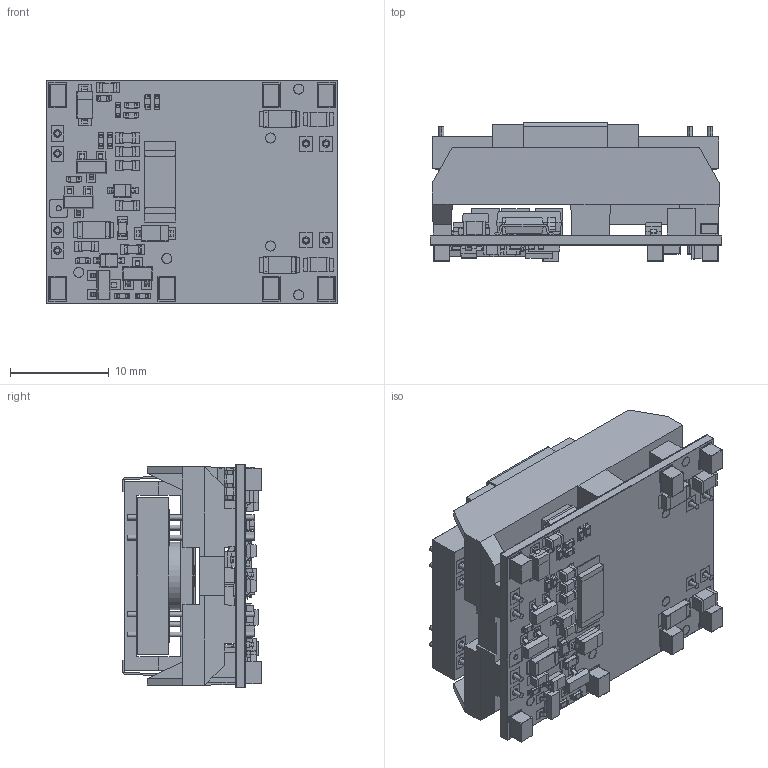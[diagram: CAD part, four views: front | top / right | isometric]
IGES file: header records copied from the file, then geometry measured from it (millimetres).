
Start section: SolidWorks IGES file using analytic representation for surfaces
Global section: file name: mps_dcdc_mgj6dh_mc_a.igs; native system: SolidWorks 2015; preprocessor: SolidWorks 2015; author: LFrancis; date: 170202.152210; units: inch
Bounding box: 29.51 x 14.05 x 22.61 mm (x, y, z)
Surface area: 13605 mm2 (no closed solid volume)
Topology: 0 solids, 0 shells, 4554 faces, 26810 edges, 26802 vertices
Faces by surface type: bspline 4066, revolution 488
